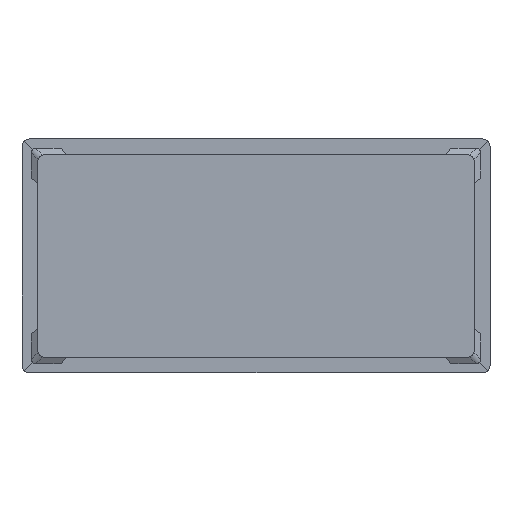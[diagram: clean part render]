
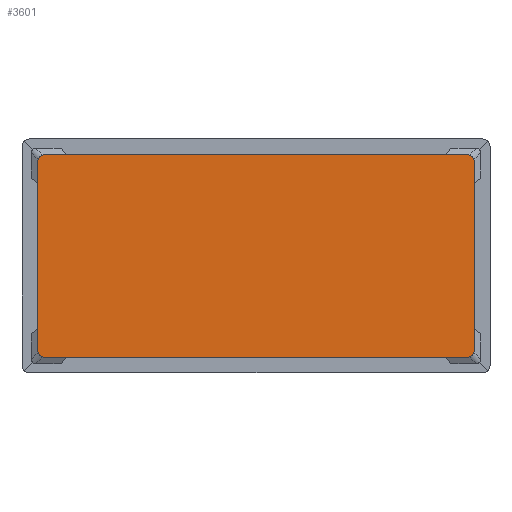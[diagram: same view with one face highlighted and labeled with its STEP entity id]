
A CAD part, front view. The second image highlights one B-rep face of the part: STEP entity #3601.
In plain terms, the highlighted planar face has unit normal (0, -1, 0).
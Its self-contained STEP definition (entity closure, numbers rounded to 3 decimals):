
#18 = DIRECTION ( 'NONE',  ( 0., 0., 1. ) ) ;
#103 = VERTEX_POINT ( 'NONE', #3484 ) ;
#109 = LINE ( 'NONE', #1158, #1966 ) ;
#192 = AXIS2_PLACEMENT_3D ( 'NONE', #4253, #387, #2917 ) ;
#202 = ORIENTED_EDGE ( 'NONE', *, *, #237, .T. ) ;
#237 = EDGE_CURVE ( 'NONE', #103, #2772, #3119, .T. ) ;
#304 = DIRECTION ( 'NONE',  ( 0., 0., 1. ) ) ;
#330 = DIRECTION ( 'NONE',  ( 0., 0., 1. ) ) ;
#344 = CIRCLE ( 'NONE', #3311, 1. ) ;
#387 = DIRECTION ( 'NONE',  ( 0., -1., 0. ) ) ;
#557 = CARTESIAN_POINT ( 'NONE',  ( 27., 0., 17. ) ) ;
#671 = LINE ( 'NONE', #2130, #2824 ) ;
#983 = ORIENTED_EDGE ( 'NONE', *, *, #2534, .T. ) ;
#1046 = CARTESIAN_POINT ( 'NONE',  ( -27., 0., 17. ) ) ;
#1129 = CARTESIAN_POINT ( 'NONE',  ( -30., 0., -8. ) ) ;
#1158 = CARTESIAN_POINT ( 'NONE',  ( -28., 0., 0. ) ) ;
#1438 = DIRECTION ( 'NONE',  ( -1., 0., 0. ) ) ;
#1472 = CARTESIAN_POINT ( 'NONE',  ( -27., 0., 18. ) ) ;
#1496 = VERTEX_POINT ( 'NONE', #2282 ) ;
#1624 = CARTESIAN_POINT ( 'NONE',  ( 28., 0., 17. ) ) ;
#1678 = ORIENTED_EDGE ( 'NONE', *, *, #4149, .T. ) ;
#1796 = DIRECTION ( 'NONE',  ( 0., 0., -1. ) ) ;
#1842 = ORIENTED_EDGE ( 'NONE', *, *, #3076, .T. ) ;
#1899 = LINE ( 'NONE', #1129, #3945 ) ;
#1914 = VERTEX_POINT ( 'NONE', #1624 ) ;
#1966 = VECTOR ( 'NONE', #1796, 1000. ) ;
#2030 = CARTESIAN_POINT ( 'NONE',  ( -30., 0., -6.5 ) ) ;
#2067 = LINE ( 'NONE', #3483, #3940 ) ;
#2130 = CARTESIAN_POINT ( 'NONE',  ( 30., 0., 18. ) ) ;
#2145 = VERTEX_POINT ( 'NONE', #3568 ) ;
#2179 = DIRECTION ( 'NONE',  ( 0., -1., 0. ) ) ;
#2282 = CARTESIAN_POINT ( 'NONE',  ( -28., 0., 17. ) ) ;
#2461 = DIRECTION ( 'NONE',  ( 0., -1., 0. ) ) ;
#2534 = EDGE_CURVE ( 'NONE', #2145, #4538, #671, .T. ) ;
#2593 = EDGE_CURVE ( 'NONE', #2919, #1914, #2067, .T. ) ;
#2718 = AXIS2_PLACEMENT_3D ( 'NONE', #2030, #4178, #330 ) ;
#2772 = VERTEX_POINT ( 'NONE', #3089 ) ;
#2824 = VECTOR ( 'NONE', #1438, 1000. ) ;
#2878 = CARTESIAN_POINT ( 'NONE',  ( -27., 0., -7. ) ) ;
#2908 = EDGE_LOOP ( 'NONE', ( #983, #4096, #1678, #202, #1842, #4140, #3025, #3002 ) ) ;
#2916 = DIRECTION ( 'NONE',  ( 1., 0., 0. ) ) ;
#2917 = DIRECTION ( 'NONE',  ( 0., 0., 1. ) ) ;
#2919 = VERTEX_POINT ( 'NONE', #3479 ) ;
#3002 = ORIENTED_EDGE ( 'NONE', *, *, #3977, .T. ) ;
#3025 = ORIENTED_EDGE ( 'NONE', *, *, #2593, .T. ) ;
#3076 = EDGE_CURVE ( 'NONE', #2772, #3420, #1899, .T. ) ;
#3089 = CARTESIAN_POINT ( 'NONE',  ( -27., 0., -8. ) ) ;
#3091 = AXIS2_PLACEMENT_3D ( 'NONE', #1046, #2461, #3533 ) ;
#3119 = CIRCLE ( 'NONE', #4294, 1. ) ;
#3237 = CIRCLE ( 'NONE', #3091, 1. ) ;
#3311 = AXIS2_PLACEMENT_3D ( 'NONE', #557, #4496, #3994 ) ;
#3420 = VERTEX_POINT ( 'NONE', #4273 ) ;
#3442 = PLANE ( 'NONE',  #2718 ) ;
#3479 = CARTESIAN_POINT ( 'NONE',  ( 28., 0., -7. ) ) ;
#3483 = CARTESIAN_POINT ( 'NONE',  ( 28., 0., -10. ) ) ;
#3484 = CARTESIAN_POINT ( 'NONE',  ( -28., 0., -7. ) ) ;
#3533 = DIRECTION ( 'NONE',  ( 0., 0., 1. ) ) ;
#3568 = CARTESIAN_POINT ( 'NONE',  ( 27., 0., 18. ) ) ;
#3601 = ADVANCED_FACE ( 'NONE', ( #4458 ), #3442, .F. ) ;
#3837 = EDGE_CURVE ( 'NONE', #4538, #1496, #3237, .T. ) ;
#3940 = VECTOR ( 'NONE', #304, 1000. ) ;
#3945 = VECTOR ( 'NONE', #2916, 1000. ) ;
#3962 = CIRCLE ( 'NONE', #192, 1. ) ;
#3977 = EDGE_CURVE ( 'NONE', #1914, #2145, #344, .T. ) ;
#3994 = DIRECTION ( 'NONE',  ( 0., 0., 1. ) ) ;
#4096 = ORIENTED_EDGE ( 'NONE', *, *, #3837, .T. ) ;
#4140 = ORIENTED_EDGE ( 'NONE', *, *, #4148, .T. ) ;
#4148 = EDGE_CURVE ( 'NONE', #3420, #2919, #3962, .T. ) ;
#4149 = EDGE_CURVE ( 'NONE', #1496, #103, #109, .T. ) ;
#4178 = DIRECTION ( 'NONE',  ( 0., 1., 0. ) ) ;
#4253 = CARTESIAN_POINT ( 'NONE',  ( 27., 0., -7. ) ) ;
#4273 = CARTESIAN_POINT ( 'NONE',  ( 27., 0., -8. ) ) ;
#4294 = AXIS2_PLACEMENT_3D ( 'NONE', #2878, #2179, #18 ) ;
#4458 = FACE_OUTER_BOUND ( 'NONE', #2908, .T. ) ;
#4496 = DIRECTION ( 'NONE',  ( 0., -1., 0. ) ) ;
#4538 = VERTEX_POINT ( 'NONE', #1472 ) ;
